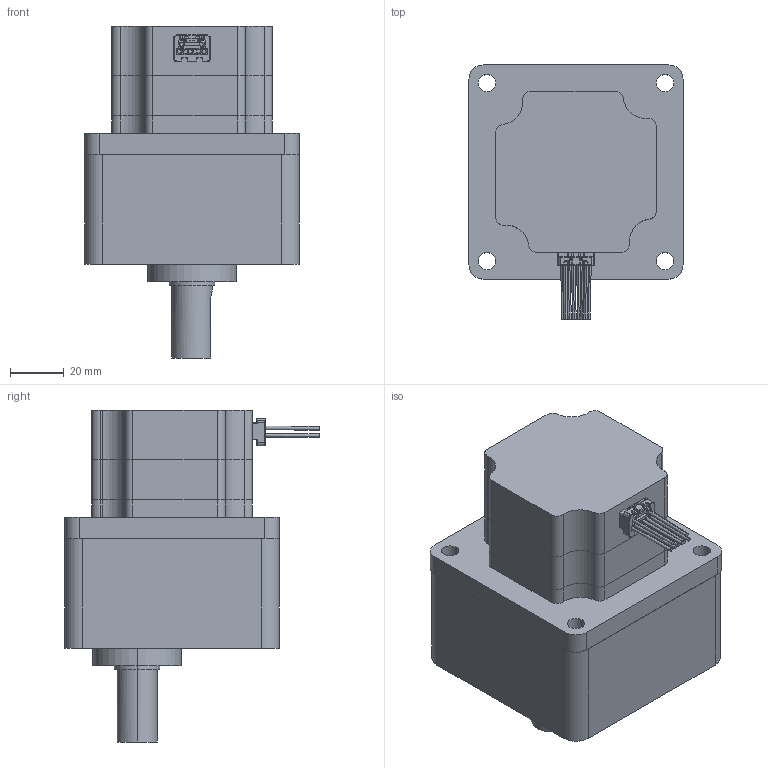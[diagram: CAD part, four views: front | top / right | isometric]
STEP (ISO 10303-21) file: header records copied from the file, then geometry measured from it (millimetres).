
FILE_DESCRIPTION (( 'STEP AP203' ), '1' );
FILE_NAME ('A1869A.step', '2022-07-01T03:00:34', ( '' ), ( '' ), 'SwSTEP 2.0', 'SolidWorks 2020', '' );
FILE_SCHEMA (( 'CONFIG_CONTROL_DESIGN' ));
Length unit declared in the file: millimetre
Products named in the file (1): A1869A
Bounding box: 80 x 95 x 124 mm (x, y, z)
Volume: 449379.9 mm3; surface area: 57992.9 mm2
Topology: 3 solids, 3 shells, 593 faces, 1447 edges, 875 vertices
Faces by surface type: plane 321, cylinder 194, sphere 29, torus 27, bspline 16, cone 6
Entity records: 17424 total; most frequent: CARTESIAN_POINT 3601, DIRECTION 2839, ORIENTED_EDGE 2832, EDGE_CURVE 1416, VECTOR 965, LINE 965, AXIS2_PLACEMENT_3D 937, VERTEX_POINT 874
